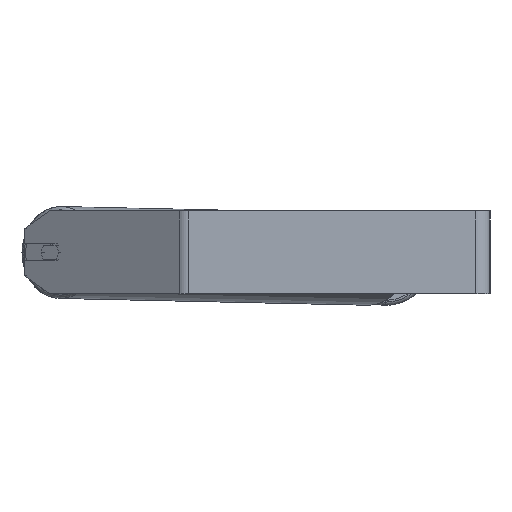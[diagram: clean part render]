
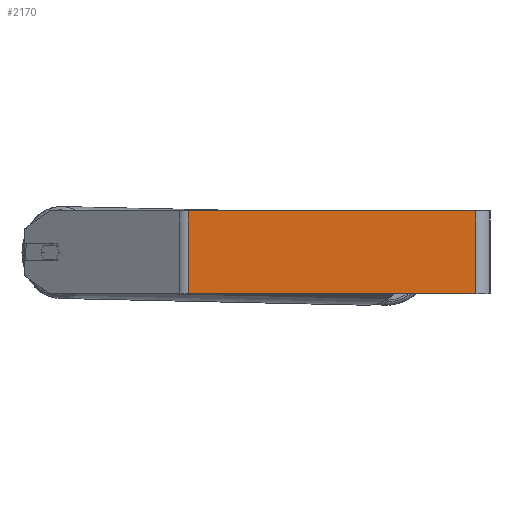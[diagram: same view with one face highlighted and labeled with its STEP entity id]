
A CAD part, left-side view. The second image highlights one B-rep face of the part: STEP entity #2170.
In plain terms, the highlighted planar face has unit normal (-1, 0, 0).
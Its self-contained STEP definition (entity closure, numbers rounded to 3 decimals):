
#266 = VERTEX_POINT ( 'NONE', #8662 ) ;
#388 = EDGE_CURVE ( 'NONE', #266, #7237, #6225, .T. ) ;
#545 = VECTOR ( 'NONE', #3176, 1000. ) ;
#562 = CARTESIAN_POINT ( 'NONE',  ( -840., 292.009, -40. ) ) ;
#569 = EDGE_LOOP ( 'NONE', ( #4775, #8410, #7344, #3657 ) ) ;
#997 = LINE ( 'NONE', #8618, #545 ) ;
#1535 = VECTOR ( 'NONE', #7630, 1000. ) ;
#1754 = FACE_OUTER_BOUND ( 'NONE', #569, .T. ) ;
#2170 = ADVANCED_FACE ( 'NONE', ( #1754 ), #8577, .F. ) ;
#2174 = EDGE_CURVE ( 'NONE', #3460, #5372, #997, .T. ) ;
#2257 = CARTESIAN_POINT ( 'NONE',  ( -840., 292.009, 40. ) ) ;
#2442 = EDGE_CURVE ( 'NONE', #7237, #5372, #4291, .T. ) ;
#2502 = CARTESIAN_POINT ( 'NONE',  ( -840., 296.424, 40. ) ) ;
#3176 = DIRECTION ( 'NONE',  ( 0., -1., 0. ) ) ;
#3460 = VERTEX_POINT ( 'NONE', #562 ) ;
#3575 = DIRECTION ( 'NONE',  ( 0., 0., -1. ) ) ;
#3657 = ORIENTED_EDGE ( 'NONE', *, *, #8160, .T. ) ;
#4147 = LINE ( 'NONE', #2257, #8119 ) ;
#4291 = LINE ( 'NONE', #7018, #8049 ) ;
#4775 = ORIENTED_EDGE ( 'NONE', *, *, #2174, .T. ) ;
#4976 = DIRECTION ( 'NONE',  ( 0., 0., -1. ) ) ;
#5177 = DIRECTION ( 'NONE',  ( 0., 0., -1. ) ) ;
#5372 = VERTEX_POINT ( 'NONE', #7312 ) ;
#5442 = CARTESIAN_POINT ( 'NONE',  ( -840., 296.424, 40. ) ) ;
#5728 = CARTESIAN_POINT ( 'NONE',  ( -840., 14., 40. ) ) ;
#6225 = LINE ( 'NONE', #5442, #1535 ) ;
#7018 = CARTESIAN_POINT ( 'NONE',  ( -840., 14., 40. ) ) ;
#7072 = DIRECTION ( 'NONE',  ( 1., 0., 0. ) ) ;
#7237 = VERTEX_POINT ( 'NONE', #5728 ) ;
#7312 = CARTESIAN_POINT ( 'NONE',  ( -840., 14., -40. ) ) ;
#7344 = ORIENTED_EDGE ( 'NONE', *, *, #388, .F. ) ;
#7630 = DIRECTION ( 'NONE',  ( 0., -1., 0. ) ) ;
#7757 = AXIS2_PLACEMENT_3D ( 'NONE', #2502, #7072, #5177 ) ;
#8049 = VECTOR ( 'NONE', #3575, 1000. ) ;
#8119 = VECTOR ( 'NONE', #4976, 1000. ) ;
#8160 = EDGE_CURVE ( 'NONE', #266, #3460, #4147, .T. ) ;
#8410 = ORIENTED_EDGE ( 'NONE', *, *, #2442, .F. ) ;
#8577 = PLANE ( 'NONE',  #7757 ) ;
#8618 = CARTESIAN_POINT ( 'NONE',  ( -840., 296.424, -40. ) ) ;
#8662 = CARTESIAN_POINT ( 'NONE',  ( -840., 292.009, 40. ) ) ;
